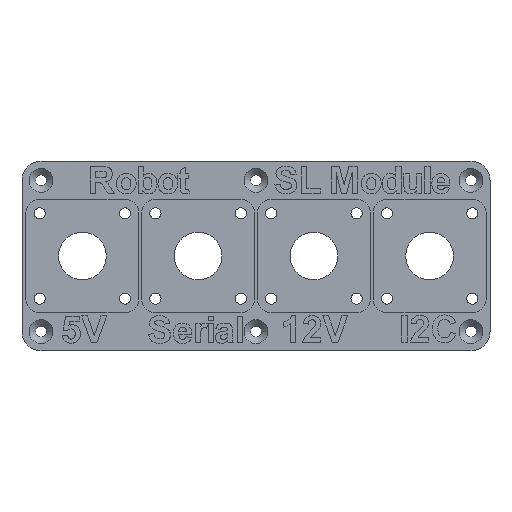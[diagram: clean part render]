
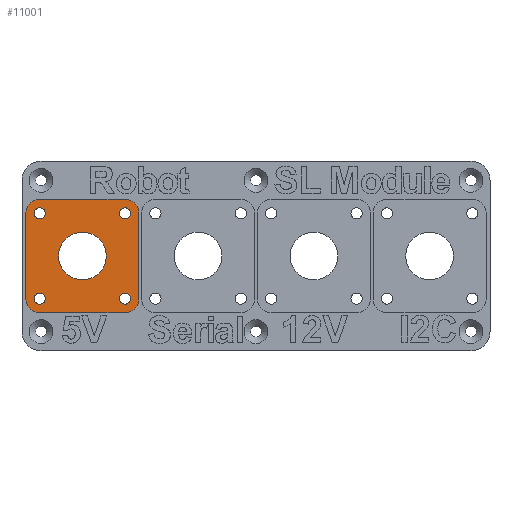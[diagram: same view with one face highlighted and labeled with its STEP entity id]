
A CAD part, front view. The second image highlights one B-rep face of the part: STEP entity #11001.
In plain terms, the highlighted planar face has unit normal (0, -1, 0).
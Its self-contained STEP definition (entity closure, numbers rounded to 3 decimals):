
#158=CIRCLE('',#11290,7.5);
#166=CIRCLE('',#11306,1.75);
#168=CIRCLE('',#11310,1.75);
#182=CIRCLE('',#11338,1.75);
#184=CIRCLE('',#11342,1.75);
#217=CIRCLE('',#11419,4.383);
#218=CIRCLE('',#11420,4.383);
#219=CIRCLE('',#11421,4.383);
#220=CIRCLE('',#11422,4.383);
#306=FACE_BOUND('',#1758,.T.);
#307=FACE_BOUND('',#1759,.T.);
#308=FACE_BOUND('',#1760,.T.);
#309=FACE_BOUND('',#1761,.T.);
#310=FACE_BOUND('',#1762,.T.);
#508=PLANE('',#11418);
#1087=FACE_OUTER_BOUND('',#1757,.T.);
#1757=EDGE_LOOP('',(#9937,#9938,#9939,#9940,#9941,#9942,#9943,#9944));
#1758=EDGE_LOOP('',(#9945));
#1759=EDGE_LOOP('',(#9946));
#1760=EDGE_LOOP('',(#9947));
#1761=EDGE_LOOP('',(#9948));
#1762=EDGE_LOOP('',(#9949));
#2638=LINE('',#21639,#3510);
#2639=LINE('',#21643,#3511);
#2640=LINE('',#21647,#3512);
#2641=LINE('',#21650,#3513);
#3510=VECTOR('',#13028,10.);
#3511=VECTOR('',#13031,10.);
#3512=VECTOR('',#13034,10.);
#3513=VECTOR('',#13037,10.);
#5160=VERTEX_POINT('',#21369);
#5168=VERTEX_POINT('',#21401);
#5170=VERTEX_POINT('',#21409);
#5184=VERTEX_POINT('',#21465);
#5186=VERTEX_POINT('',#21473);
#5223=VERTEX_POINT('',#21635);
#5224=VERTEX_POINT('',#21636);
#5225=VERTEX_POINT('',#21638);
#5226=VERTEX_POINT('',#21640);
#5227=VERTEX_POINT('',#21642);
#5228=VERTEX_POINT('',#21644);
#5229=VERTEX_POINT('',#21646);
#5230=VERTEX_POINT('',#21648);
#6682=EDGE_CURVE('',#5160,#5160,#158,.T.);
#6698=EDGE_CURVE('',#5168,#5168,#166,.T.);
#6702=EDGE_CURVE('',#5170,#5170,#168,.T.);
#6730=EDGE_CURVE('',#5184,#5184,#182,.T.);
#6734=EDGE_CURVE('',#5186,#5186,#184,.T.);
#6814=EDGE_CURVE('',#5223,#5224,#217,.T.);
#6815=EDGE_CURVE('',#5224,#5225,#2638,.T.);
#6816=EDGE_CURVE('',#5225,#5226,#218,.T.);
#6817=EDGE_CURVE('',#5226,#5227,#2639,.T.);
#6818=EDGE_CURVE('',#5227,#5228,#219,.T.);
#6819=EDGE_CURVE('',#5228,#5229,#2640,.T.);
#6820=EDGE_CURVE('',#5229,#5230,#220,.T.);
#6821=EDGE_CURVE('',#5230,#5223,#2641,.T.);
#9937=ORIENTED_EDGE('',*,*,#6814,.T.);
#9938=ORIENTED_EDGE('',*,*,#6815,.T.);
#9939=ORIENTED_EDGE('',*,*,#6816,.T.);
#9940=ORIENTED_EDGE('',*,*,#6817,.T.);
#9941=ORIENTED_EDGE('',*,*,#6818,.T.);
#9942=ORIENTED_EDGE('',*,*,#6819,.T.);
#9943=ORIENTED_EDGE('',*,*,#6820,.T.);
#9944=ORIENTED_EDGE('',*,*,#6821,.T.);
#9945=ORIENTED_EDGE('',*,*,#6682,.T.);
#9946=ORIENTED_EDGE('',*,*,#6734,.T.);
#9947=ORIENTED_EDGE('',*,*,#6730,.T.);
#9948=ORIENTED_EDGE('',*,*,#6702,.T.);
#9949=ORIENTED_EDGE('',*,*,#6698,.T.);
#11001=ADVANCED_FACE('',(#1087,#306,#307,#308,#309,#310),#508,.F.);
#11290=AXIS2_PLACEMENT_3D('',#21371,#12695,#12696);
#11306=AXIS2_PLACEMENT_3D('',#21403,#12735,#12736);
#11310=AXIS2_PLACEMENT_3D('',#21411,#12745,#12746);
#11338=AXIS2_PLACEMENT_3D('',#21467,#12815,#12816);
#11342=AXIS2_PLACEMENT_3D('',#21475,#12825,#12826);
#11418=AXIS2_PLACEMENT_3D('',#21634,#13024,#13025);
#11419=AXIS2_PLACEMENT_3D('',#21637,#13026,#13027);
#11420=AXIS2_PLACEMENT_3D('',#21641,#13029,#13030);
#11421=AXIS2_PLACEMENT_3D('',#21645,#13032,#13033);
#11422=AXIS2_PLACEMENT_3D('',#21649,#13035,#13036);
#12695=DIRECTION('center_axis',(0.,1.,0.));
#12696=DIRECTION('ref_axis',(-1.,0.,0.));
#12735=DIRECTION('center_axis',(0.,1.,0.));
#12736=DIRECTION('ref_axis',(-1.,0.,0.));
#12745=DIRECTION('center_axis',(0.,1.,0.));
#12746=DIRECTION('ref_axis',(-1.,0.,0.));
#12815=DIRECTION('center_axis',(0.,1.,0.));
#12816=DIRECTION('ref_axis',(-1.,0.,0.));
#12825=DIRECTION('center_axis',(0.,1.,0.));
#12826=DIRECTION('ref_axis',(-1.,0.,0.));
#13024=DIRECTION('center_axis',(0.,1.,0.));
#13025=DIRECTION('ref_axis',(-1.,0.,0.));
#13026=DIRECTION('center_axis',(0.,-1.,0.));
#13027=DIRECTION('ref_axis',(0.,0.,-1.));
#13028=DIRECTION('',(0.,0.,1.));
#13029=DIRECTION('center_axis',(0.,-1.,0.));
#13030=DIRECTION('ref_axis',(1.,0.,0.));
#13031=DIRECTION('',(-1.,0.,0.));
#13032=DIRECTION('center_axis',(0.,-1.,0.));
#13033=DIRECTION('ref_axis',(0.,0.,1.));
#13034=DIRECTION('',(0.,0.,-1.));
#13035=DIRECTION('center_axis',(0.,-1.,0.));
#13036=DIRECTION('ref_axis',(-1.,0.,0.));
#13037=DIRECTION('',(1.,0.,0.));
#21369=CARTESIAN_POINT('',(7.5,-4.2,0.));
#21371=CARTESIAN_POINT('Origin',(0.,-4.2,0.));
#21401=CARTESIAN_POINT('',(-11.667,-4.2,-13.417));
#21403=CARTESIAN_POINT('Origin',(-13.417,-4.2,-13.417));
#21409=CARTESIAN_POINT('',(15.167,-4.2,-13.417));
#21411=CARTESIAN_POINT('Origin',(13.417,-4.2,-13.417));
#21465=CARTESIAN_POINT('',(-11.667,-4.2,13.417));
#21467=CARTESIAN_POINT('Origin',(-13.417,-4.2,13.417));
#21473=CARTESIAN_POINT('',(15.167,-4.2,13.417));
#21475=CARTESIAN_POINT('Origin',(13.417,-4.2,13.417));
#21634=CARTESIAN_POINT('Origin',(54.6,-4.2,0.));
#21635=CARTESIAN_POINT('',(13.417,-4.2,-17.8));
#21636=CARTESIAN_POINT('',(17.8,-4.2,-13.417));
#21637=CARTESIAN_POINT('Origin',(13.417,-4.2,-13.417));
#21638=CARTESIAN_POINT('',(17.8,-4.2,13.417));
#21639=CARTESIAN_POINT('',(17.8,-4.2,-13.417));
#21640=CARTESIAN_POINT('',(13.417,-4.2,17.8));
#21641=CARTESIAN_POINT('Origin',(13.417,-4.2,13.417));
#21642=CARTESIAN_POINT('',(-13.417,-4.2,17.8));
#21643=CARTESIAN_POINT('',(13.417,-4.2,17.8));
#21644=CARTESIAN_POINT('',(-17.8,-4.2,13.417));
#21645=CARTESIAN_POINT('Origin',(-13.417,-4.2,13.417));
#21646=CARTESIAN_POINT('',(-17.8,-4.2,-13.417));
#21647=CARTESIAN_POINT('',(-17.8,-4.2,13.417));
#21648=CARTESIAN_POINT('',(-13.417,-4.2,-17.8));
#21649=CARTESIAN_POINT('Origin',(-13.417,-4.2,-13.417));
#21650=CARTESIAN_POINT('',(-13.417,-4.2,-17.8));
